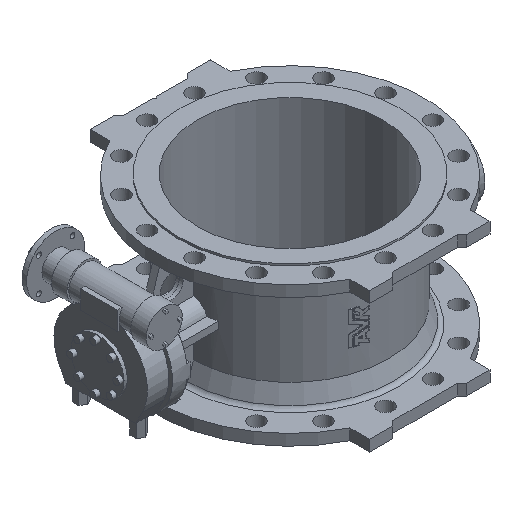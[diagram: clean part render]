
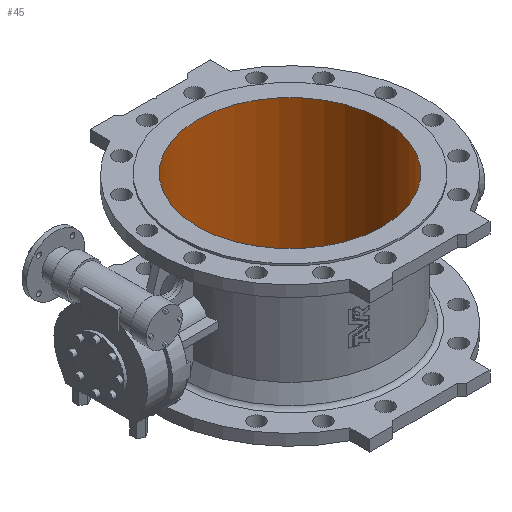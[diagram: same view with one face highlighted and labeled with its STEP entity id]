
A CAD part, isometric view. The second image highlights one B-rep face of the part: STEP entity #45.
In plain terms, the highlighted cylindrical face has radius 200 mm (diameter 400 mm), a full revolution.
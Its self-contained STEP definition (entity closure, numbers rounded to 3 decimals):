
#45 = ADVANCED_FACE ( 'NONE', ( #7023, #7028 ), #7030, .F. ) ;
#1369 = EDGE_CURVE ( 'NONE', #9788, #9788, #7591, .T. ) ;
#1596 = EDGE_CURVE ( 'NONE', #9830, #9830, #7950, .T. ) ;
#4701 = CARTESIAN_POINT ( 'NONE',  ( 0., -3., -155. ) ) ;
#4702 = DIRECTION ( 'NONE',  ( 0., 0., 1. ) ) ;
#4703 = DIRECTION ( 'NONE',  ( -1., 0., 0. ) ) ;
#6090 = CARTESIAN_POINT ( 'NONE',  ( 0., -3., 155. ) ) ;
#6091 = DIRECTION ( 'NONE',  ( 0., 0., 1. ) ) ;
#6092 = DIRECTION ( 'NONE',  ( -1., 0., 0. ) ) ;
#6421 = AXIS2_PLACEMENT_3D ( 'NONE', #4701, #4702, #4703 ) ;
#7023 = FACE_OUTER_BOUND ( 'NONE', #14272, .T. ) ;
#7028 = FACE_OUTER_BOUND ( 'NONE', #14300, .T. ) ;
#7030 = CYLINDRICAL_SURFACE ( 'NONE', #15690, 200. ) ;
#7591 = CIRCLE ( 'NONE', #15449, 200. ) ;
#7950 = CIRCLE ( 'NONE', #6421, 200. ) ;
#9788 = VERTEX_POINT ( 'NONE', #13094 ) ;
#9830 = VERTEX_POINT ( 'NONE', #13136 ) ;
#13094 = CARTESIAN_POINT ( 'NONE',  ( -200., -3., 155. ) ) ;
#13136 = CARTESIAN_POINT ( 'NONE',  ( -200., -3., -155. ) ) ;
#13585 = CARTESIAN_POINT ( 'NONE',  ( 0., -3., 133.661 ) ) ;
#13589 = DIRECTION ( 'NONE',  ( 0., 0., 1. ) ) ;
#13590 = DIRECTION ( 'NONE',  ( -1., 0., 0. ) ) ;
#14272 = EDGE_LOOP ( 'NONE', ( #16786 ) ) ;
#14300 = EDGE_LOOP ( 'NONE', ( #16787 ) ) ;
#15449 = AXIS2_PLACEMENT_3D ( 'NONE', #6090, #6091, #6092 ) ;
#15690 = AXIS2_PLACEMENT_3D ( 'NONE', #13585, #13589, #13590 ) ;
#16786 = ORIENTED_EDGE ( 'NONE', *, *, #1596, .F. ) ;
#16787 = ORIENTED_EDGE ( 'NONE', *, *, #1369, .T. ) ;
